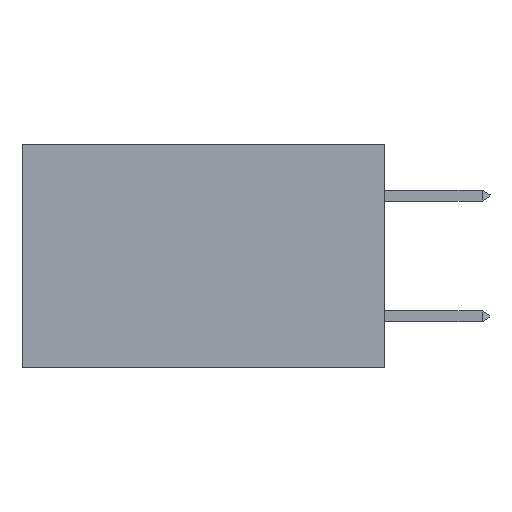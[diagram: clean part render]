
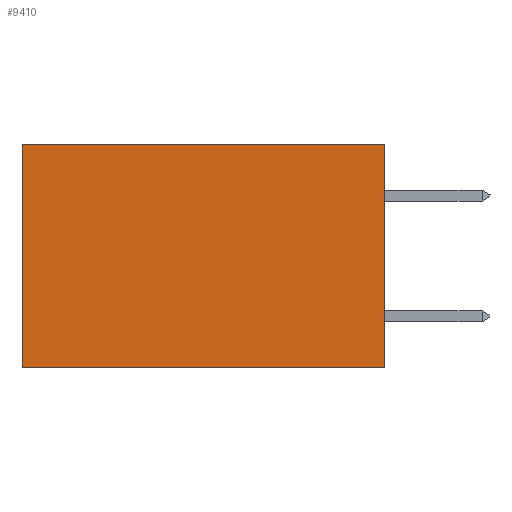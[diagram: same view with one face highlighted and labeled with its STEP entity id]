
A CAD part, left-side view. The second image highlights one B-rep face of the part: STEP entity #9410.
In plain terms, the highlighted planar face has unit normal (-1, 0, 0).
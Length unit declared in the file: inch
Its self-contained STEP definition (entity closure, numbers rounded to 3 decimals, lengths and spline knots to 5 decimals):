
#1444 = ORIENTED_EDGE ( 'NONE', *, *, #12239, .T. ) ;
#1528 = VERTEX_POINT ( 'NONE', #8414 ) ;
#1744 = VERTEX_POINT ( 'NONE', #14055 ) ;
#1918 = DIRECTION ( 'NONE',  ( 0., 1., 0. ) ) ;
#3082 = CARTESIAN_POINT ( 'NONE',  ( 0.2875, 0., 0. ) ) ;
#3126 = CARTESIAN_POINT ( 'NONE',  ( 0.2875, 0., -0.37 ) ) ;
#4082 = CARTESIAN_POINT ( 'NONE',  ( 0.2875, 0., 0. ) ) ;
#5155 = VECTOR ( 'NONE', #12060, 39.37008 ) ;
#5227 = ORIENTED_EDGE ( 'NONE', *, *, #12167, .T. ) ;
#5862 = EDGE_LOOP ( 'NONE', ( #5227, #11993, #6428, #1444 ) ) ;
#5992 = CARTESIAN_POINT ( 'NONE',  ( 0.2875, 0.6, -0.37 ) ) ;
#6204 = VECTOR ( 'NONE', #8237, 39.37008 ) ;
#6428 = ORIENTED_EDGE ( 'NONE', *, *, #10285, .F. ) ;
#6463 = DIRECTION ( 'NONE',  ( 1., 0., 0. ) ) ;
#6556 = LINE ( 'NONE', #4082, #6204 ) ;
#7401 = LINE ( 'NONE', #3082, #9658 ) ;
#7757 = VECTOR ( 'NONE', #9799, 39.37008 ) ;
#8237 = DIRECTION ( 'NONE',  ( 0., 0., -1. ) ) ;
#8414 = CARTESIAN_POINT ( 'NONE',  ( 0.2875, 0., 0. ) ) ;
#8532 = LINE ( 'NONE', #3126, #5155 ) ;
#8650 = CARTESIAN_POINT ( 'NONE',  ( 0.2875, 0.6, 0. ) ) ;
#9074 = AXIS2_PLACEMENT_3D ( 'NONE', #10889, #6463, #14078 ) ;
#9120 = VERTEX_POINT ( 'NONE', #5992 ) ;
#9410 = ADVANCED_FACE ( 'NONE', ( #14550 ), #13028, .F. ) ;
#9484 = EDGE_CURVE ( 'NONE', #1744, #9120, #8532, .T. ) ;
#9658 = VECTOR ( 'NONE', #1918, 39.37008 ) ;
#9799 = DIRECTION ( 'NONE',  ( 0., 0., -1. ) ) ;
#9977 = VERTEX_POINT ( 'NONE', #14067 ) ;
#10285 = EDGE_CURVE ( 'NONE', #1528, #1744, #6556, .T. ) ;
#10889 = CARTESIAN_POINT ( 'NONE',  ( 0.2875, 0., 0. ) ) ;
#11993 = ORIENTED_EDGE ( 'NONE', *, *, #9484, .F. ) ;
#12060 = DIRECTION ( 'NONE',  ( 0., 1., 0. ) ) ;
#12167 = EDGE_CURVE ( 'NONE', #9977, #9120, #13535, .T. ) ;
#12239 = EDGE_CURVE ( 'NONE', #1528, #9977, #7401, .T. ) ;
#13028 = PLANE ( 'NONE',  #9074 ) ;
#13535 = LINE ( 'NONE', #8650, #7757 ) ;
#14055 = CARTESIAN_POINT ( 'NONE',  ( 0.2875, 0., -0.37 ) ) ;
#14067 = CARTESIAN_POINT ( 'NONE',  ( 0.2875, 0.6, 0. ) ) ;
#14078 = DIRECTION ( 'NONE',  ( 0., 0., -1. ) ) ;
#14550 = FACE_OUTER_BOUND ( 'NONE', #5862, .T. ) ;
